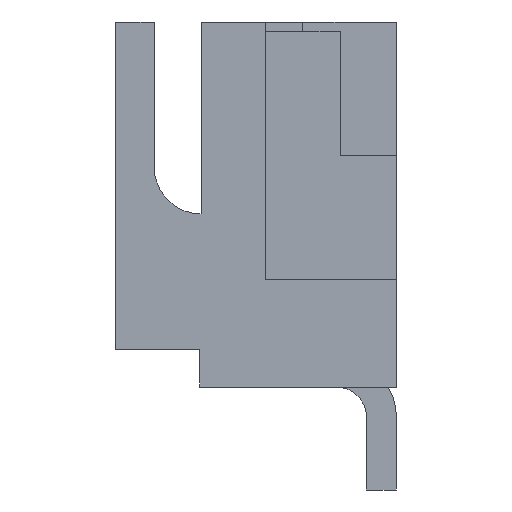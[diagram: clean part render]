
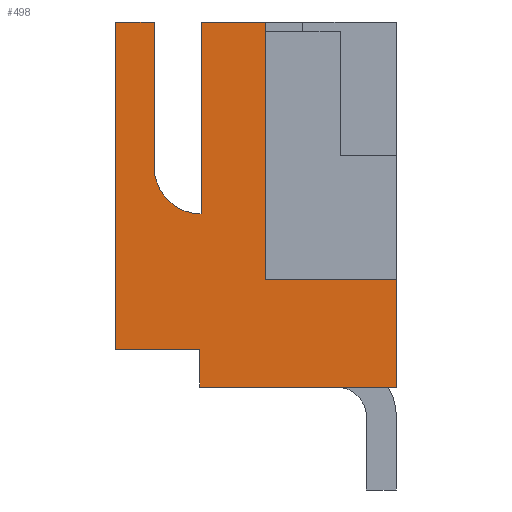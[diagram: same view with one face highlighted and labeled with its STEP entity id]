
A CAD part, left-side view. The second image highlights one B-rep face of the part: STEP entity #498.
In plain terms, the highlighted planar face has unit normal (-1, 0, 0).
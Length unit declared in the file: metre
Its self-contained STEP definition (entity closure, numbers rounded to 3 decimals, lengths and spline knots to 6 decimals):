
#498 = ADVANCED_FACE( '', ( #1027 ), #1028, .F. );
#1027 = FACE_OUTER_BOUND( '', #1596, .T. );
#1028 = PLANE( '', #1597 );
#1596 = EDGE_LOOP( '', ( #2903, #2904, #2905, #2906, #2907, #2908, #2909, #2910, #2911, #2912, #2913, #2914 ) );
#1597 = AXIS2_PLACEMENT_3D( '', #2915, #2916, #2917 );
#2903 = ORIENTED_EDGE( '', *, *, #3810, .T. );
#2904 = ORIENTED_EDGE( '', *, *, #3612, .T. );
#2905 = ORIENTED_EDGE( '', *, *, #3500, .T. );
#2906 = ORIENTED_EDGE( '', *, *, #3811, .T. );
#2907 = ORIENTED_EDGE( '', *, *, #3673, .F. );
#2908 = ORIENTED_EDGE( '', *, *, #3718, .F. );
#2909 = ORIENTED_EDGE( '', *, *, #3327, .F. );
#2910 = ORIENTED_EDGE( '', *, *, #3534, .F. );
#2911 = ORIENTED_EDGE( '', *, *, #3655, .F. );
#2912 = ORIENTED_EDGE( '', *, *, #3358, .T. );
#2913 = ORIENTED_EDGE( '', *, *, #3791, .T. );
#2914 = ORIENTED_EDGE( '', *, *, #3812, .T. );
#2915 = CARTESIAN_POINT( '', ( -0.00625, 0.006, -0.0028 ) );
#2916 = DIRECTION( '', ( 1., 0., 0. ) );
#2917 = DIRECTION( '', ( 0., 1., 0. ) );
#3327 = EDGE_CURVE( 'NONE', #3982, #3977, #3984, .T. );
#3358 = EDGE_CURVE( 'NONE', #4035, #4036, #4037, .T. );
#3500 = EDGE_CURVE( 'NONE', #4272, #4282, #4284, .T. );
#3534 = EDGE_CURVE( 'NONE', #4336, #3982, #4338, .T. );
#3612 = EDGE_CURVE( '', #4451, #4272, #4455, .T. );
#3655 = EDGE_CURVE( 'NONE', #4035, #4336, #4516, .T. );
#3673 = EDGE_CURVE( 'NONE', #4540, #4542, #4543, .T. );
#3718 = EDGE_CURVE( 'NONE', #3977, #4540, #4604, .T. );
#3791 = EDGE_CURVE( 'NONE', #4036, #4692, #4694, .T. );
#3810 = EDGE_CURVE( 'NONE', #4714, #4451, #4715, .T. );
#3811 = EDGE_CURVE( 'NONE', #4282, #4542, #4716, .T. );
#3812 = EDGE_CURVE( 'NONE', #4692, #4714, #4717, .T. );
#3977 = VERTEX_POINT( 'NONE', #4929 );
#3982 = VERTEX_POINT( 'NONE', #4936 );
#3984 = LINE( '', #4939, #4940 );
#4035 = VERTEX_POINT( 'NONE', #5014 );
#4036 = VERTEX_POINT( 'NONE', #5015 );
#4037 = LINE( '', #5016, #5017 );
#4272 = VERTEX_POINT( '', #5355 );
#4282 = VERTEX_POINT( 'NONE', #5367 );
#4284 = LINE( '', #5370, #5371 );
#4336 = VERTEX_POINT( 'NONE', #5445 );
#4338 = LINE( '', #5448, #5449 );
#4451 = VERTEX_POINT( '', #5611 );
#4455 = CIRCLE( '', #5616, 0.001 );
#4516 = LINE( '', #5703, #5704 );
#4540 = VERTEX_POINT( 'NONE', #5740 );
#4542 = VERTEX_POINT( 'NONE', #5743 );
#4543 = LINE( '', #5744, #5745 );
#4604 = LINE( '', #5835, #5836 );
#4692 = VERTEX_POINT( 'NONE', #5960 );
#4694 = LINE( '', #5963, #5964 );
#4714 = VERTEX_POINT( 'NONE', #5993 );
#4715 = LINE( '', #5994, #5995 );
#4716 = LINE( '', #5996, #5997 );
#4717 = LINE( '', #5998, #5999 );
#4929 = CARTESIAN_POINT( '', ( -0.00625, 0.0042, -0.002 ) );
#4936 = CARTESIAN_POINT( '', ( -0.00625, 0.0042, -0.0028 ) );
#4939 = CARTESIAN_POINT( '', ( -0.00625, 0.0042, -0.0028 ) );
#4940 = VECTOR( '', #6127, 1. );
#5014 = CARTESIAN_POINT( '', ( -0.00625, 0., -0.0005 ) );
#5015 = CARTESIAN_POINT( '', ( -0.00625, 0.0028, -0.0005 ) );
#5016 = CARTESIAN_POINT( '', ( -0.00625, 0., -0.0005 ) );
#5017 = VECTOR( '', #6151, 1. );
#5355 = CARTESIAN_POINT( '', ( -0.00625, 0.005175, 0.0019 ) );
#5367 = CARTESIAN_POINT( '', ( -0.00625, 0.005175, 0.005 ) );
#5370 = CARTESIAN_POINT( '', ( -0.00625, 0.005175, -0.0028 ) );
#5371 = VECTOR( '', #6294, 1. );
#5445 = CARTESIAN_POINT( '', ( -0.00625, 0., -0.0028 ) );
#5448 = CARTESIAN_POINT( '', ( -0.00625, 0.006, -0.0028 ) );
#5449 = VECTOR( '', #6324, 1. );
#5611 = CARTESIAN_POINT( '', ( -0.00625, 0.004175, 0.0009 ) );
#5616 = AXIS2_PLACEMENT_3D( '', #6396, #6397, #6398 );
#5703 = CARTESIAN_POINT( '', ( -0.00625, 0., -0.0028 ) );
#5704 = VECTOR( '', #6440, 1. );
#5740 = CARTESIAN_POINT( '', ( -0.00625, 0.006, -0.002 ) );
#5743 = CARTESIAN_POINT( '', ( -0.00625, 0.006, 0.005 ) );
#5744 = CARTESIAN_POINT( '', ( -0.00625, 0.006, -0.0028 ) );
#5745 = VECTOR( '', #6457, 1. );
#5835 = CARTESIAN_POINT( '', ( -0.00625, 0.0042, -0.002 ) );
#5836 = VECTOR( '', #6499, 1. );
#5960 = CARTESIAN_POINT( '', ( -0.00625, 0.0028, 0.005 ) );
#5963 = CARTESIAN_POINT( '', ( -0.00625, 0.0028, -0.0028 ) );
#5964 = VECTOR( '', #6567, 1. );
#5993 = CARTESIAN_POINT( '', ( -0.00625, 0.004175, 0.005 ) );
#5994 = CARTESIAN_POINT( '', ( -0.00625, 0.004175, -0.0028 ) );
#5995 = VECTOR( '', #6577, 1. );
#5996 = CARTESIAN_POINT( '', ( -0.00625, 0.006, 0.005 ) );
#5997 = VECTOR( '', #6578, 1. );
#5998 = CARTESIAN_POINT( '', ( -0.00625, 0.006, 0.005 ) );
#5999 = VECTOR( '', #6579, 1. );
#6127 = DIRECTION( '', ( 0., 0., 1. ) );
#6151 = DIRECTION( '', ( 0., 1., 0. ) );
#6294 = DIRECTION( '', ( 0., 0., 1. ) );
#6324 = DIRECTION( '', ( 0., 1., 0. ) );
#6396 = CARTESIAN_POINT( '', ( -0.00625, 0.004175, 0.0019 ) );
#6397 = DIRECTION( '', ( 1., 0., 0. ) );
#6398 = DIRECTION( '', ( 0., 0., -1. ) );
#6440 = DIRECTION( '', ( 0., 0., -1. ) );
#6457 = DIRECTION( '', ( 0., 0., 1. ) );
#6499 = DIRECTION( '', ( 0., 1., 0. ) );
#6567 = DIRECTION( '', ( 0., 0., 1. ) );
#6577 = DIRECTION( '', ( 0., 0., -1. ) );
#6578 = DIRECTION( '', ( 0., 1., 0. ) );
#6579 = DIRECTION( '', ( 0., 1., 0. ) );
